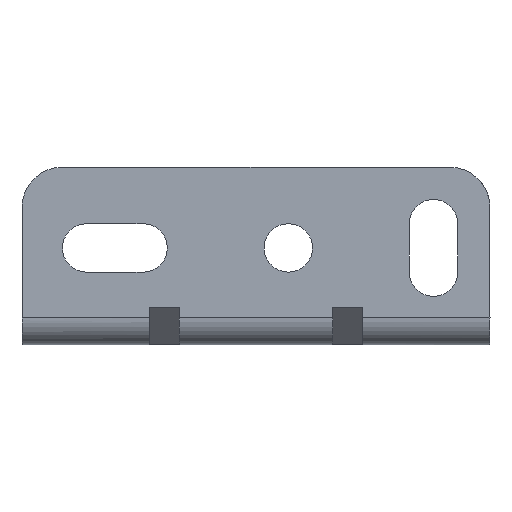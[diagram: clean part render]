
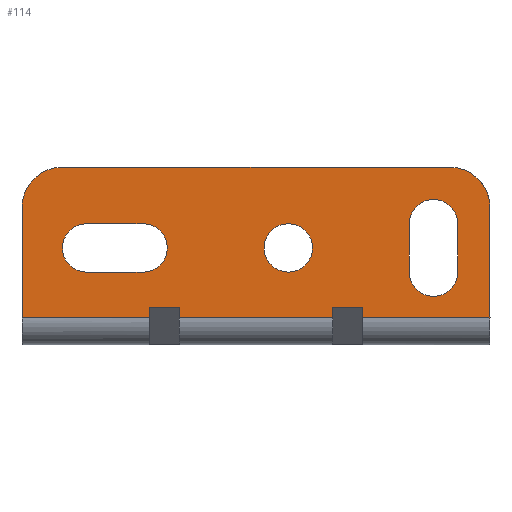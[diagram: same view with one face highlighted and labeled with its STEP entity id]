
A CAD part, front view. The second image highlights one B-rep face of the part: STEP entity #114.
In plain terms, the highlighted planar face has unit normal (0, -1, 0).
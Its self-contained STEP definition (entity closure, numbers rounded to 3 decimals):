
#114=ADVANCED_FACE('',(#290,#291,#292,#293),#294,.T.);
#290=FACE_OUTER_BOUND('',#506,.T.);
#291=FACE_BOUND('',#507,.T.);
#292=FACE_BOUND('',#508,.T.);
#293=FACE_BOUND('',#509,.T.);
#294=PLANE('',#510);
#506=EDGE_LOOP('',(#1161,#1162,#1163,#1164,#1165,#1166,#1167,#1168,#1169,#1170,#1171,#1172,#1173,#1174));
#507=EDGE_LOOP('',(#1175,#1176));
#508=EDGE_LOOP('',(#1177,#1178,#1179,#1180,#1181,#1182));
#509=EDGE_LOOP('',(#1183,#1184,#1185,#1186));
#510=AXIS2_PLACEMENT_3D('',#1187,#1188,#1189);
#1161=ORIENTED_EDGE('',*,*,#1583,.T.);
#1162=ORIENTED_EDGE('',*,*,#1736,.F.);
#1163=ORIENTED_EDGE('',*,*,#1737,.F.);
#1164=ORIENTED_EDGE('',*,*,#1733,.T.);
#1165=ORIENTED_EDGE('',*,*,#1730,.T.);
#1166=ORIENTED_EDGE('',*,*,#1726,.T.);
#1167=ORIENTED_EDGE('',*,*,#1738,.F.);
#1168=ORIENTED_EDGE('',*,*,#1739,.T.);
#1169=ORIENTED_EDGE('',*,*,#1740,.T.);
#1170=ORIENTED_EDGE('',*,*,#1741,.T.);
#1171=ORIENTED_EDGE('',*,*,#1742,.F.);
#1172=ORIENTED_EDGE('',*,*,#1611,.T.);
#1173=ORIENTED_EDGE('',*,*,#1609,.T.);
#1174=ORIENTED_EDGE('',*,*,#1607,.T.);
#1175=ORIENTED_EDGE('',*,*,#1743,.T.);
#1176=ORIENTED_EDGE('',*,*,#1518,.T.);
#1177=ORIENTED_EDGE('',*,*,#1744,.T.);
#1178=ORIENTED_EDGE('',*,*,#1508,.T.);
#1179=ORIENTED_EDGE('',*,*,#1745,.T.);
#1180=ORIENTED_EDGE('',*,*,#1746,.T.);
#1181=ORIENTED_EDGE('',*,*,#1747,.T.);
#1182=ORIENTED_EDGE('',*,*,#1514,.T.);
#1183=ORIENTED_EDGE('',*,*,#1748,.T.);
#1184=ORIENTED_EDGE('',*,*,#1749,.T.);
#1185=ORIENTED_EDGE('',*,*,#1750,.T.);
#1186=ORIENTED_EDGE('',*,*,#1751,.T.);
#1187=CARTESIAN_POINT('',(-29.0,0.0,-1.));
#1188=DIRECTION('',(0.0,-1.0,0.0));
#1189=DIRECTION('',(1.0,0.0,0.0));
#1508=EDGE_CURVE('',#1826,#1823,#1827,.T.);
#1514=EDGE_CURVE('',#1832,#1836,#1838,.T.);
#1518=EDGE_CURVE('',#1840,#1844,#1846,.T.);
#1583=EDGE_CURVE('',#1972,#1970,#1973,.T.);
#1607=EDGE_CURVE('',#2015,#1972,#2016,.T.);
#1609=EDGE_CURVE('',#2018,#2015,#2019,.T.);
#1611=EDGE_CURVE('',#2021,#2018,#2022,.T.);
#1726=EDGE_CURVE('',#2195,#2196,#2197,.T.);
#1730=EDGE_CURVE('',#2203,#2195,#2204,.T.);
#1733=EDGE_CURVE('',#2208,#2203,#2209,.T.);
#1736=EDGE_CURVE('',#2213,#1970,#2214,.T.);
#1737=EDGE_CURVE('',#2208,#2213,#2215,.T.);
#1738=EDGE_CURVE('',#2216,#2196,#2217,.T.);
#1739=EDGE_CURVE('',#2216,#2218,#2219,.T.);
#1740=EDGE_CURVE('',#2218,#2220,#2221,.T.);
#1741=EDGE_CURVE('',#2220,#2222,#2223,.T.);
#1742=EDGE_CURVE('',#2021,#2222,#2224,.T.);
#1743=EDGE_CURVE('',#1844,#1840,#2225,.T.);
#1744=EDGE_CURVE('',#1836,#1826,#2226,.T.);
#1745=EDGE_CURVE('',#1823,#2227,#2228,.T.);
#1746=EDGE_CURVE('',#2227,#2229,#2230,.T.);
#1747=EDGE_CURVE('',#2229,#1832,#2231,.T.);
#1748=EDGE_CURVE('',#2232,#2233,#2234,.T.);
#1749=EDGE_CURVE('',#2233,#2235,#2236,.T.);
#1750=EDGE_CURVE('',#2235,#2237,#2238,.T.);
#1751=EDGE_CURVE('',#2237,#2232,#2239,.T.);
#1823=VERTEX_POINT('',#2335);
#1826=VERTEX_POINT('',#2339);
#1827=CIRCLE('',#2340,3.0);
#1832=VERTEX_POINT('',#2346);
#1836=VERTEX_POINT('',#2351);
#1838=CIRCLE('',#2354,3.0);
#1840=VERTEX_POINT('',#2356);
#1844=VERTEX_POINT('',#2361);
#1846=CIRCLE('',#2364,3.0);
#1970=VERTEX_POINT('',#2516);
#1972=VERTEX_POINT('',#2519);
#1973=CIRCLE('',#2520,5.0);
#2015=VERTEX_POINT('',#2579);
#2016=LINE('',#2580,#2581);
#2018=VERTEX_POINT('',#2584);
#2019=CIRCLE('',#2585,5.0);
#2021=VERTEX_POINT('',#2630);
#2022=LINE('',#2631,#2632);
#2195=VERTEX_POINT('',#2881);
#2196=VERTEX_POINT('',#2882);
#2197=LINE('',#2883,#2884);
#2203=VERTEX_POINT('',#2892);
#2204=LINE('',#2893,#2894);
#2208=VERTEX_POINT('',#2900);
#2209=LINE('',#2901,#2902);
#2213=VERTEX_POINT('',#2907);
#2214=LINE('',#2908,#2909);
#2215=LINE('',#2910,#2911);
#2216=VERTEX_POINT('',#2912);
#2217=LINE('',#2913,#2914);
#2218=VERTEX_POINT('',#2915);
#2219=LINE('',#2916,#2917);
#2220=VERTEX_POINT('',#2918);
#2221=LINE('',#2919,#2920);
#2222=VERTEX_POINT('',#2921);
#2223=LINE('',#2922,#2923);
#2224=LINE('',#2924,#2925);
#2225=CIRCLE('',#2926,3.0);
#2226=LINE('',#2927,#2928);
#2227=VERTEX_POINT('',#2929);
#2228=CIRCLE('',#2930,3.0);
#2229=VERTEX_POINT('',#2931);
#2230=LINE('',#2932,#2933);
#2231=CIRCLE('',#2934,3.0);
#2232=VERTEX_POINT('',#2935);
#2233=VERTEX_POINT('',#2936);
#2234=LINE('',#2937,#2938);
#2235=VERTEX_POINT('',#2939);
#2236=CIRCLE('',#2940,3.0);
#2237=VERTEX_POINT('',#2941);
#2238=LINE('',#2942,#2943);
#2239=CIRCLE('',#2944,3.0);
#2335=CARTESIAN_POINT('',(-7.0,0.,6.0));
#2339=CARTESIAN_POINT('',(-4.0,0.0,9.0));
#2340=AXIS2_PLACEMENT_3D('',#3072,#3073,#3074);
#2346=CARTESIAN_POINT('',(-7.0,0.,18.0));
#2351=CARTESIAN_POINT('',(-4.0,0.0,15.0));
#2354=AXIS2_PLACEMENT_3D('',#3084,#3085,#3086);
#2356=CARTESIAN_POINT('',(-25.0,0.0,15.0));
#2361=CARTESIAN_POINT('',(-25.0,0.0,9.0));
#2364=AXIS2_PLACEMENT_3D('',#3092,#3093,#3094);
#2516=CARTESIAN_POINT('',(-58.0,0.0,17.001));
#2519=CARTESIAN_POINT('',(-53.1,0.0,22.0));
#2520=AXIS2_PLACEMENT_3D('',#3229,#3230,#3231);
#2579=CARTESIAN_POINT('',(-4.9,0.0,22.0));
#2580=CARTESIAN_POINT('',(-14.0,0.0,22.0));
#2581=VECTOR('',#3267,1.0);
#2584=CARTESIAN_POINT('',(0.,0.0,17.001));
#2585=AXIS2_PLACEMENT_3D('',#3269,#3270,#3271);
#2630=CARTESIAN_POINT('',(0.,0.0,3.35));
#2631=CARTESIAN_POINT('',(0.,0.0,-1.));
#2632=VECTOR('',#3272,1.0);
#2881=CARTESIAN_POINT('',(-38.5,0.0,4.61));
#2882=CARTESIAN_POINT('',(-38.5,0.,3.35));
#2883=CARTESIAN_POINT('',(-38.5,0.0,0.076));
#2884=VECTOR('',#3463,1.0);
#2892=CARTESIAN_POINT('',(-42.25,0.0,4.61));
#2893=CARTESIAN_POINT('',(-34.688,0.0,4.61));
#2894=VECTOR('',#3469,1.0);
#2900=CARTESIAN_POINT('',(-42.25,0.,3.35));
#2901=CARTESIAN_POINT('',(-42.25,0.0,0.076));
#2902=VECTOR('',#3472,1.0);
#2907=CARTESIAN_POINT('',(-58.,0.0,3.35));
#2908=CARTESIAN_POINT('',(-58.,0.0,-1.));
#2909=VECTOR('',#3477,1.0);
#2910=CARTESIAN_POINT('',(1.0,0.,3.35));
#2911=VECTOR('',#3478,1.0);
#2912=CARTESIAN_POINT('',(-19.5,0.,3.35));
#2913=CARTESIAN_POINT('',(1.0,0.,3.35));
#2914=VECTOR('',#3479,1.0);
#2915=CARTESIAN_POINT('',(-19.5,0.0,4.61));
#2916=CARTESIAN_POINT('',(-19.5,0.0,0.076));
#2917=VECTOR('',#3480,1.0);
#2918=CARTESIAN_POINT('',(-15.75,0.0,4.61));
#2919=CARTESIAN_POINT('',(-23.313,0.0,4.61));
#2920=VECTOR('',#3481,1.0);
#2921=CARTESIAN_POINT('',(-15.75,0.,3.35));
#2922=CARTESIAN_POINT('',(-15.75,0.0,0.076));
#2923=VECTOR('',#3482,1.0);
#2924=CARTESIAN_POINT('',(1.0,0.,3.35));
#2925=VECTOR('',#3483,1.0);
#2926=AXIS2_PLACEMENT_3D('',#3484,#3485,#3486);
#2927=CARTESIAN_POINT('',(-4.0,0.0,5.5));
#2928=VECTOR('',#3487,1.0);
#2929=CARTESIAN_POINT('',(-10.0,0.0,9.0));
#2930=AXIS2_PLACEMENT_3D('',#3488,#3489,#3490);
#2931=CARTESIAN_POINT('',(-10.0,0.0,15.0));
#2932=CARTESIAN_POINT('',(-10.0,0.0,5.5));
#2933=VECTOR('',#3491,1.0);
#2934=AXIS2_PLACEMENT_3D('',#3492,#3493,#3494);
#2935=CARTESIAN_POINT('',(-43.0,0.0,9.0));
#2936=CARTESIAN_POINT('',(-50.0,0.0,9.0));
#2937=CARTESIAN_POINT('',(-37.75,0.0,9.0));
#2938=VECTOR('',#3495,1.0);
#2939=CARTESIAN_POINT('',(-50.0,0.0,15.0));
#2940=AXIS2_PLACEMENT_3D('',#3496,#3497,#3498);
#2941=CARTESIAN_POINT('',(-43.0,0.0,15.0));
#2942=CARTESIAN_POINT('',(-37.75,0.0,15.0));
#2943=VECTOR('',#3499,1.0);
#2944=AXIS2_PLACEMENT_3D('',#3500,#3501,#3502);
#3072=CARTESIAN_POINT('',(-7.0,0.,9.0));
#3073=DIRECTION('',(-0.0,1.0,0.0));
#3074=DIRECTION('',(0.,0.0,1.0));
#3084=CARTESIAN_POINT('',(-7.0,0.,15.0));
#3085=DIRECTION('',(-0.0,1.0,0.0));
#3086=DIRECTION('',(0.,0.0,1.0));
#3092=CARTESIAN_POINT('',(-25.0,0.0,12.0));
#3093=DIRECTION('',(-0.0,1.0,0.0));
#3094=DIRECTION('',(0.,0.0,1.0));
#3229=CARTESIAN_POINT('',(-53.0,0.,17.001));
#3230=DIRECTION('',(0.0,-1.0,0.0));
#3231=DIRECTION('',(0.,0.0,1.0));
#3267=DIRECTION('',(-1.0,0.0,0.));
#3269=CARTESIAN_POINT('',(-5.0,0.,17.001));
#3270=DIRECTION('',(0.0,-1.0,0.0));
#3271=DIRECTION('',(0.,0.0,1.0));
#3272=DIRECTION('',(0.0,0.0,1.0));
#3463=DIRECTION('',(0.,0.0,-1.0));
#3469=DIRECTION('',(1.0,0.0,0.));
#3472=DIRECTION('',(0.,0.0,1.0));
#3477=DIRECTION('',(0.0,0.0,1.0));
#3478=DIRECTION('',(-1.0,0.0,0.));
#3479=DIRECTION('',(-1.0,0.0,0.));
#3480=DIRECTION('',(0.,0.0,1.0));
#3481=DIRECTION('',(1.0,0.0,0.));
#3482=DIRECTION('',(0.,0.0,-1.0));
#3483=DIRECTION('',(-1.0,0.0,0.));
#3484=CARTESIAN_POINT('',(-25.0,0.0,12.0));
#3485=DIRECTION('',(-0.0,1.0,0.0));
#3486=DIRECTION('',(0.,0.0,1.0));
#3487=DIRECTION('',(0.,-0.0,-1.0));
#3488=CARTESIAN_POINT('',(-7.0,0.,9.0));
#3489=DIRECTION('',(-0.0,1.0,0.0));
#3490=DIRECTION('',(0.,0.0,1.0));
#3491=DIRECTION('',(0.,0.0,1.0));
#3492=CARTESIAN_POINT('',(-7.0,0.,15.0));
#3493=DIRECTION('',(-0.0,1.0,0.0));
#3494=DIRECTION('',(0.,0.0,1.0));
#3495=DIRECTION('',(-1.0,0.0,0.));
#3496=CARTESIAN_POINT('',(-50.0,0.,12.0));
#3497=DIRECTION('',(-0.0,1.0,0.0));
#3498=DIRECTION('',(0.,0.0,1.0));
#3499=DIRECTION('',(1.0,0.0,0.));
#3500=CARTESIAN_POINT('',(-43.0,0.,12.0));
#3501=DIRECTION('',(-0.0,1.0,0.0));
#3502=DIRECTION('',(0.,0.0,1.0));
